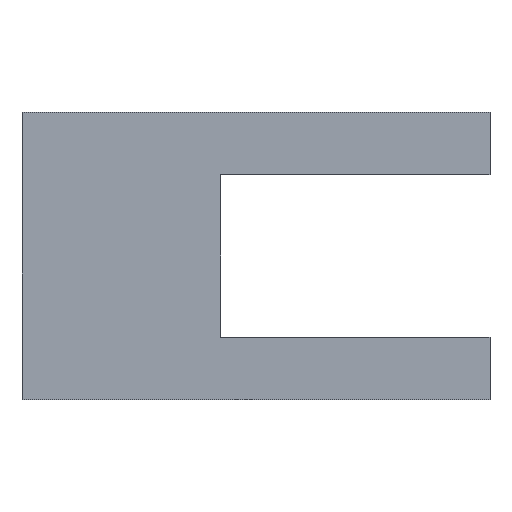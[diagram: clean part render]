
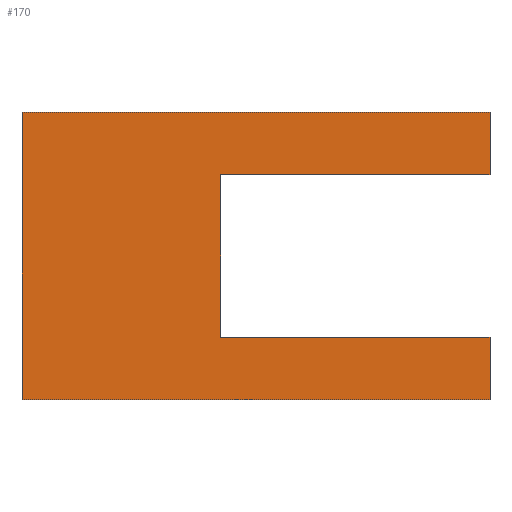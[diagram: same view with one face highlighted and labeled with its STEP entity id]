
A CAD part, front view. The second image highlights one B-rep face of the part: STEP entity #170.
In plain terms, the highlighted planar face has unit normal (0, -1, 0).
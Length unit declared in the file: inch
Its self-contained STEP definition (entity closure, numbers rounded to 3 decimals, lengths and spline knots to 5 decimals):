
#1=DIRECTION('',(0.,0.,1.));
#2=VECTOR('',#1,74.46943);
#3=CARTESIAN_POINT('',(-110.75911,-12.5,0.));
#4=LINE('',#3,#2);
#5=DIRECTION('',(1.,0.,0.));
#6=VECTOR('',#5,260.83203);
#7=CARTESIAN_POINT('',(-110.75911,-12.5,74.46943));
#8=LINE('',#7,#6);
#9=DIRECTION('',(0.,0.,-1.));
#10=VECTOR('',#9,34.7776);
#11=CARTESIAN_POINT('',(150.07292,-12.5,74.46943));
#12=LINE('',#11,#10);
#13=DIRECTION('',(-1.,0.,0.));
#14=VECTOR('',#13,150.07292);
#15=CARTESIAN_POINT('',(150.07292,-12.5,39.69183));
#16=LINE('',#15,#14);
#17=DIRECTION('',(0.,0.,-1.));
#18=VECTOR('',#17,90.72418);
#19=CARTESIAN_POINT('',(0.,-12.5,39.69183));
#20=LINE('',#19,#18);
#21=DIRECTION('',(1.,0.,0.));
#22=VECTOR('',#21,150.07292);
#23=CARTESIAN_POINT('',(0.,-12.5,-51.03235));
#24=LINE('',#23,#22);
#25=DIRECTION('',(0.,0.,-1.));
#26=VECTOR('',#25,34.7776);
#27=CARTESIAN_POINT('',(150.07292,-12.5,-51.03235));
#28=LINE('',#27,#26);
#29=DIRECTION('',(-1.,0.,0.));
#30=VECTOR('',#29,260.83203);
#31=CARTESIAN_POINT('',(150.07292,-12.5,-85.80996));
#32=LINE('',#31,#30);
#33=DIRECTION('',(0.,0.,1.));
#34=VECTOR('',#33,85.80996);
#35=CARTESIAN_POINT('',(-110.75911,-12.5,-85.80996));
#36=LINE('',#35,#34);
#109=CARTESIAN_POINT('',(-110.75911,-12.5,0.));
#110=CARTESIAN_POINT('',(-110.75911,-12.5,74.46943));
#111=VERTEX_POINT('',#109);
#112=VERTEX_POINT('',#110);
#113=CARTESIAN_POINT('',(150.07292,-12.5,74.46943));
#114=VERTEX_POINT('',#113);
#115=CARTESIAN_POINT('',(150.07292,-12.5,39.69183));
#116=VERTEX_POINT('',#115);
#117=CARTESIAN_POINT('',(0.,-12.5,39.69183));
#118=VERTEX_POINT('',#117);
#119=CARTESIAN_POINT('',(0.,-12.5,-51.03235));
#120=VERTEX_POINT('',#119);
#121=CARTESIAN_POINT('',(150.07292,-12.5,-51.03235));
#122=VERTEX_POINT('',#121);
#123=CARTESIAN_POINT('',(150.07292,-12.5,-85.80996));
#124=VERTEX_POINT('',#123);
#125=CARTESIAN_POINT('',(-110.75911,-12.5,-85.80996));
#126=VERTEX_POINT('',#125);
#145=CARTESIAN_POINT('',(0.,-12.5,0.));
#146=DIRECTION('',(0.,1.,0.));
#147=DIRECTION('',(1.,0.,0.));
#148=AXIS2_PLACEMENT_3D('',#145,#146,#147);
#149=PLANE('',#148);
#151=ORIENTED_EDGE('',*,*,#150,.T.);
#153=ORIENTED_EDGE('',*,*,#152,.T.);
#155=ORIENTED_EDGE('',*,*,#154,.T.);
#157=ORIENTED_EDGE('',*,*,#156,.T.);
#159=ORIENTED_EDGE('',*,*,#158,.T.);
#161=ORIENTED_EDGE('',*,*,#160,.T.);
#163=ORIENTED_EDGE('',*,*,#162,.T.);
#165=ORIENTED_EDGE('',*,*,#164,.T.);
#167=ORIENTED_EDGE('',*,*,#166,.T.);
#168=EDGE_LOOP('',(#151,#153,#155,#157,#159,#161,#163,#165,#167));
#169=FACE_OUTER_BOUND('',#168,.F.);
#170=ADVANCED_FACE('',(#169),#149,.F.);
#150=EDGE_CURVE('',#111,#112,#4,.T.);
#152=EDGE_CURVE('',#112,#114,#8,.T.);
#154=EDGE_CURVE('',#114,#116,#12,.T.);
#156=EDGE_CURVE('',#116,#118,#16,.T.);
#158=EDGE_CURVE('',#118,#120,#20,.T.);
#160=EDGE_CURVE('',#120,#122,#24,.T.);
#162=EDGE_CURVE('',#122,#124,#28,.T.);
#164=EDGE_CURVE('',#124,#126,#32,.T.);
#166=EDGE_CURVE('',#126,#111,#36,.T.);
